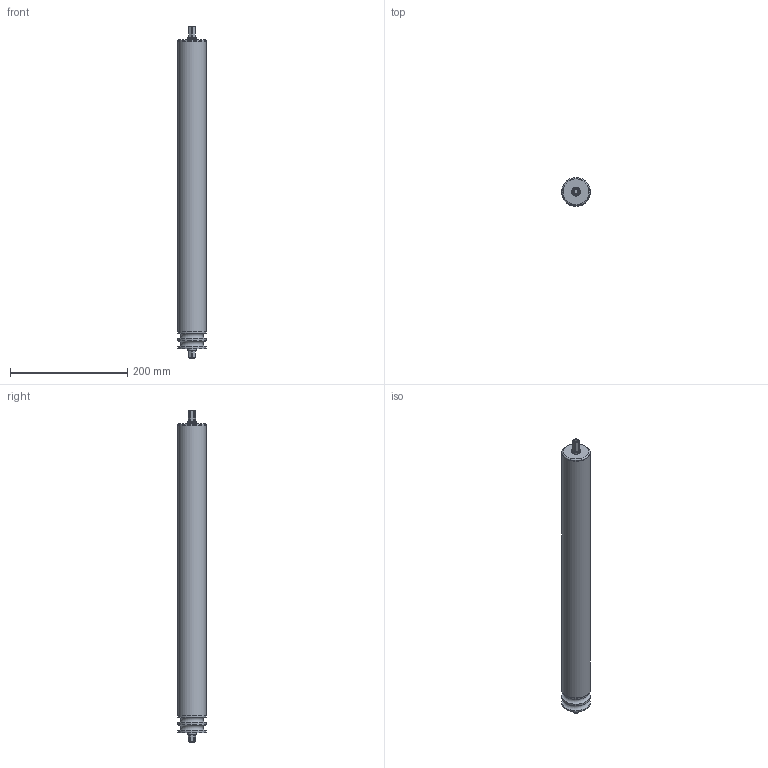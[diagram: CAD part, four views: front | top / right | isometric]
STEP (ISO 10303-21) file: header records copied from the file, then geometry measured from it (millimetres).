
FILE_DESCRIPTION(/* description */ (''),/* implementation_level */ '2;1');
FILE_NAME(/* name */ 'PR-AD-48-500-xxZxFY v1.step',/* time_stamp */ '2023-05-05T11:18:21-04:00',/* author */ (''),/* organization */ (''),/* preprocessor_version */ 'ST-DEVELOPER v19.2',/* originating_system */ 'Autodesk Translation Framework v12.4.0.73',/* authorisation */ '');
FILE_SCHEMA (('AUTOMOTIVE_DESIGN { 1 0 10303 214 3 1 1 }'));
Length unit declared in the file: millimetre
Products named in the file (1): PR-AD-48-500-xxZxFY
Bounding box: 48.6 x 48.6 x 565.5 mm (x, y, z)
Volume: 968257.8 mm3; surface area: 86693.9 mm2
Topology: 1 solids, 1 shells, 49 faces, 112 edges, 72 vertices
Faces by surface type: plane 21, cylinder 20, cone 5, torus 3
Full cylindrical faces by diameter (mm): 7 x1, 15 x2, 48 x4, 48.6 x1
Entity records: 1410 total; most frequent: CARTESIAN_POINT 262, DIRECTION 247, ORIENTED_EDGE 224, EDGE_CURVE 112, AXIS2_PLACEMENT_3D 99, VERTEX_POINT 72, EDGE_LOOP 56, LINE 49
